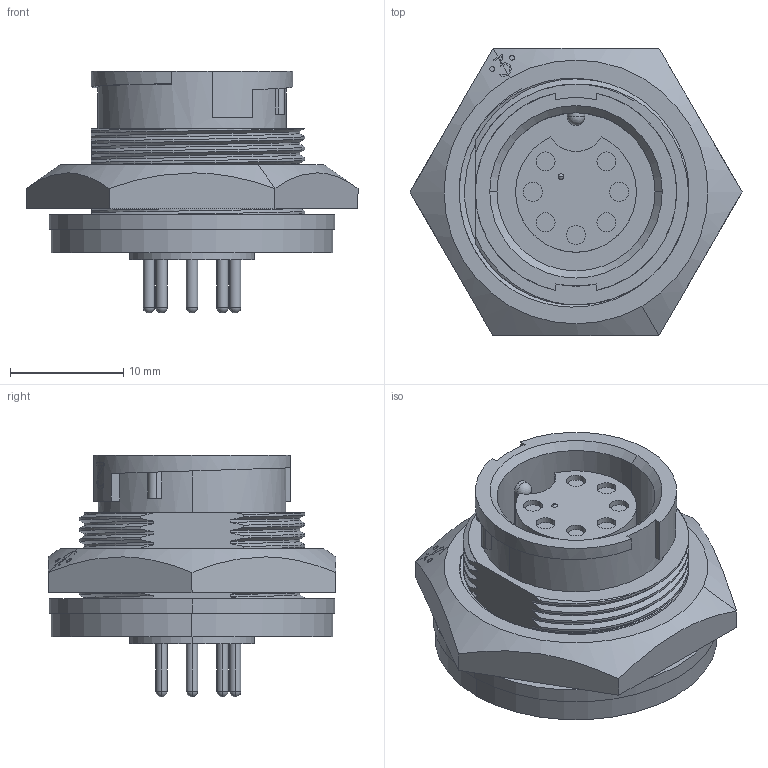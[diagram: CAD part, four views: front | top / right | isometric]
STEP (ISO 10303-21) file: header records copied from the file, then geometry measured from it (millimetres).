
FILE_DESCRIPTION (( 'STEP AP203' ), '1' );
FILE_NAME ('4281-7SG-300.STEP', '2013-10-15T16:00:56', ( 'J0FPBF1' ), ( '' ), 'SwSTEP 2.0', 'SolidWorks 2012', '' );
FILE_SCHEMA (( 'CONFIG_CONTROL_DESIGN' ));
Products named in the file (1): 4281-7SG-300
Bounding box: 29.33 x 25.4 x 21.36 mm (x, y, z)
Volume: 5265 mm3; surface area: 4120.1 mm2
Topology: 2 solids, 2 shells, 377 faces, 990 edges, 652 vertices
Faces by surface type: plane 167, bspline 99, cylinder 80, cone 14, torus 14, sphere 3
Entity records: 27144 total; most frequent: CARTESIAN_POINT 18766, ORIENTED_EDGE 1976, DIRECTION 1327, EDGE_CURVE 988, VERTEX_POINT 651, VECTOR 471, LINE 471, AXIS2_PLACEMENT_3D 428
